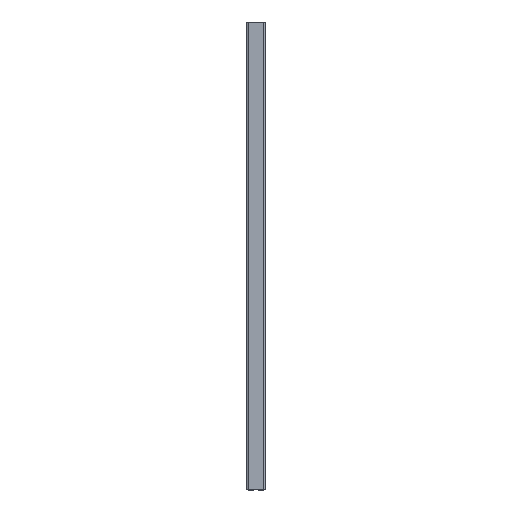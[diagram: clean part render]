
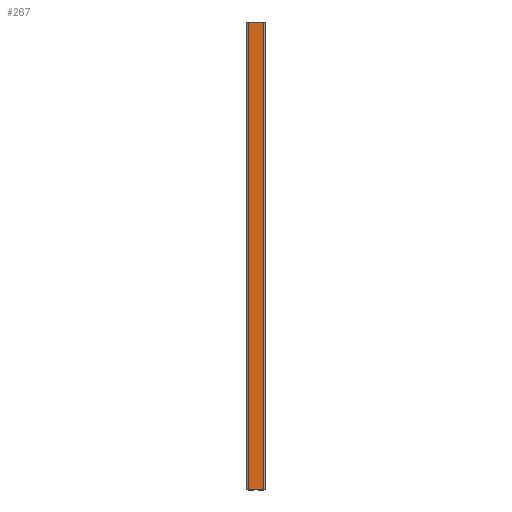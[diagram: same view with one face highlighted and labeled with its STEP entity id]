
A CAD part, top view. The second image highlights one B-rep face of the part: STEP entity #267.
In plain terms, the highlighted planar face has unit normal (0, 0, 1).
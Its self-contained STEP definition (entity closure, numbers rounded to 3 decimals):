
#267=ADVANCED_FACE('',(#524),#525,.F.);
#524=FACE_OUTER_BOUND('',#796,.T.);
#525=PLANE('',#797);
#796=EDGE_LOOP('',(#1874,#1875,#1876,#1877));
#797=AXIS2_PLACEMENT_3D('',#1878,#1879,#1880);
#1874=ORIENTED_EDGE('',*,*,#2296,.F.);
#1875=ORIENTED_EDGE('',*,*,#2355,.F.);
#1876=ORIENTED_EDGE('',*,*,#2095,.F.);
#1877=ORIENTED_EDGE('',*,*,#2354,.T.);
#1878=CARTESIAN_POINT('',(0.,3500.0,20.));
#1879=DIRECTION('',(0.,0.,-1.0));
#1880=DIRECTION('',(-1.0,0.,0.));
#2095=EDGE_CURVE('',#2587,#2589,#2590,.T.);
#2296=EDGE_CURVE('',#2906,#2908,#2909,.T.);
#2354=EDGE_CURVE('',#2587,#2908,#2994,.T.);
#2355=EDGE_CURVE('',#2589,#2906,#2995,.T.);
#2587=VERTEX_POINT('',#3314);
#2589=VERTEX_POINT('',#3316);
#2590=LINE('',#3317,#3318);
#2906=VERTEX_POINT('',#3810);
#2908=VERTEX_POINT('',#3812);
#2909=LINE('',#3813,#3814);
#2994=LINE('',#3954,#3955);
#2995=LINE('',#3956,#3957);
#3314=CARTESIAN_POINT('',(-17.,1000.0,20.));
#3316=CARTESIAN_POINT('',(17.,1000.0,20.));
#3317=CARTESIAN_POINT('',(0.,1000.0,20.));
#3318=VECTOR('',#4139,1.0);
#3810=CARTESIAN_POINT('',(17.,0.0,20.));
#3812=CARTESIAN_POINT('',(-17.,0.0,20.));
#3813=CARTESIAN_POINT('',(0.,0.0,20.));
#3814=VECTOR('',#4388,1.0);
#3954=CARTESIAN_POINT('',(-17.,3500.0,20.));
#3955=VECTOR('',#4450,1.0);
#3956=CARTESIAN_POINT('',(17.,3500.0,20.));
#3957=VECTOR('',#4451,1.0);
#4139=DIRECTION('',(1.0,0.,0.));
#4388=DIRECTION('',(-1.0,0.,0.));
#4450=DIRECTION('',(0.,-1.0,0.0));
#4451=DIRECTION('',(0.,-1.0,0.0));
